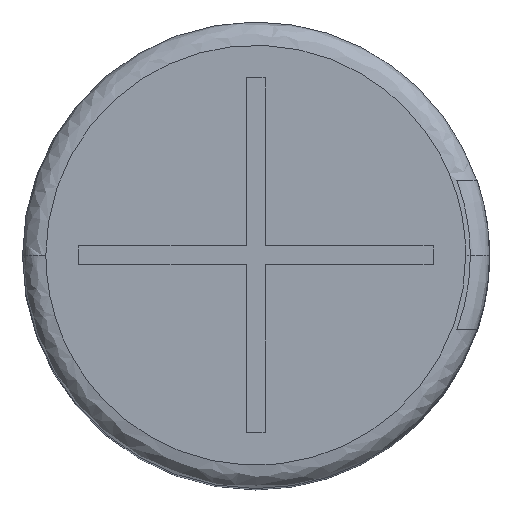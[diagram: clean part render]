
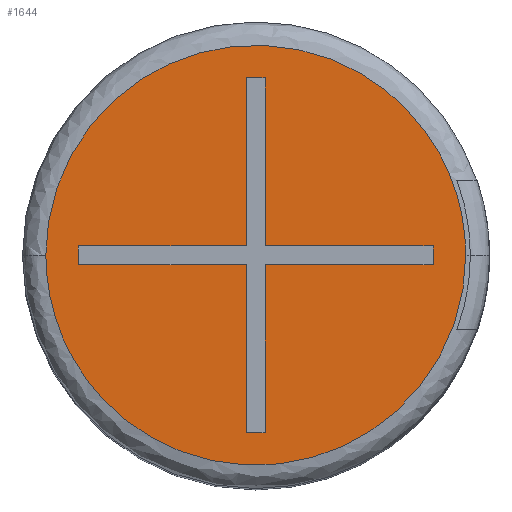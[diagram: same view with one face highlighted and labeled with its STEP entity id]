
A CAD part, top view. The second image highlights one B-rep face of the part: STEP entity #1644.
In plain terms, the highlighted planar face has unit normal (0, 0, 1).
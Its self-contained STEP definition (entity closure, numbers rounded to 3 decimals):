
#24 = LINE ( 'NONE', #3012, #1437 ) ;
#52 = VECTOR ( 'NONE', #954, 1000. ) ;
#216 = VERTEX_POINT ( 'NONE', #365 ) ;
#230 = CARTESIAN_POINT ( 'NONE',  ( -4.5, 9., 19. ) ) ;
#304 = ORIENTED_EDGE ( 'NONE', *, *, #2755, .F. ) ;
#365 = CARTESIAN_POINT ( 'NONE',  ( 0.2, -0.2, 19. ) ) ;
#378 = LINE ( 'NONE', #1124, #1693 ) ;
#406 = ORIENTED_EDGE ( 'NONE', *, *, #846, .F. ) ;
#411 = VECTOR ( 'NONE', #586, 1000. ) ;
#452 = EDGE_CURVE ( 'NONE', #787, #2028, #696, .T. ) ;
#473 = ORIENTED_EDGE ( 'NONE', *, *, #1958, .F. ) ;
#493 = CARTESIAN_POINT ( 'NONE',  ( 4.5, 9., 19. ) ) ;
#505 = DIRECTION ( 'NONE',  ( 0., -1., 0. ) ) ;
#525 = ORIENTED_EDGE ( 'NONE', *, *, #1731, .F. ) ;
#543 = CARTESIAN_POINT ( 'NONE',  ( -4.5, 0., 19. ) ) ;
#552 = DIRECTION ( 'NONE',  ( 0., 1., 0. ) ) ;
#570 = VERTEX_POINT ( 'NONE', #3606 ) ;
#586 = DIRECTION ( 'NONE',  ( 0., 1., 0. ) ) ;
#591 = CARTESIAN_POINT ( 'NONE',  ( -3.8, 0.2, 19. ) ) ;
#629 = LINE ( 'NONE', #2193, #928 ) ;
#658 = ORIENTED_EDGE ( 'NONE', *, *, #2351, .F. ) ;
#696 =( BOUNDED_CURVE ( )  B_SPLINE_CURVE ( 3, ( #2744, #2213, #3619, #543 ),
 .UNSPECIFIED., .F., .F. ) 
 B_SPLINE_CURVE_WITH_KNOTS ( ( 4, 4 ),
 ( 0., 0.5 ),
 .UNSPECIFIED. ) 
 CURVE ( )  GEOMETRIC_REPRESENTATION_ITEM ( )  RATIONAL_B_SPLINE_CURVE ( ( 1., 0.333, 0.333, 1. ) ) 
 REPRESENTATION_ITEM ( '' )  );
#725 = VERTEX_POINT ( 'NONE', #1716 ) ;
#770 = DIRECTION ( 'NONE',  ( 0., 1., 0. ) ) ;
#778 = LINE ( 'NONE', #3019, #2740 ) ;
#787 = VERTEX_POINT ( 'NONE', #1797 ) ;
#797 = CARTESIAN_POINT ( 'NONE',  ( -3.8, 0., 19. ) ) ;
#825 = DIRECTION ( 'NONE',  ( 1., 0., 0. ) ) ;
#846 = EDGE_CURVE ( 'NONE', #725, #1029, #24, .T. ) ;
#852 = DIRECTION ( 'NONE',  ( -1., 0., 0. ) ) ;
#867 = LINE ( 'NONE', #797, #1089 ) ;
#928 = VECTOR ( 'NONE', #552, 1000. ) ;
#954 = DIRECTION ( 'NONE',  ( 1., 0., 0. ) ) ;
#982 = CARTESIAN_POINT ( 'NONE',  ( 0., 3.8, 19. ) ) ;
#991 = VECTOR ( 'NONE', #852, 1000. ) ;
#992 = CARTESIAN_POINT ( 'NONE',  ( -0.2, 3.8, 19. ) ) ;
#1029 = VERTEX_POINT ( 'NONE', #591 ) ;
#1038 = ORIENTED_EDGE ( 'NONE', *, *, #1755, .F. ) ;
#1081 = DIRECTION ( 'NONE',  ( 0., -1., 0. ) ) ;
#1089 = VECTOR ( 'NONE', #1081, 1000. ) ;
#1124 = CARTESIAN_POINT ( 'NONE',  ( 0.2, 0., 19. ) ) ;
#1204 = VECTOR ( 'NONE', #2958, 1000. ) ;
#1239 = CARTESIAN_POINT ( 'NONE',  ( 3.8, -0.2, 19. ) ) ;
#1286 = VERTEX_POINT ( 'NONE', #1539 ) ;
#1334 = DIRECTION ( 'NONE',  ( 0., -1., 0. ) ) ;
#1341 = DIRECTION ( 'NONE',  ( -1., 0., 0. ) ) ;
#1343 = LINE ( 'NONE', #2671, #2540 ) ;
#1348 = ORIENTED_EDGE ( 'NONE', *, *, #3487, .F. ) ;
#1360 = CARTESIAN_POINT ( 'NONE',  ( -0.2, 0., 19. ) ) ;
#1386 = LINE ( 'NONE', #1973, #411 ) ;
#1416 = AXIS2_PLACEMENT_3D ( 'NONE', #2166, #2151, #770 ) ;
#1420 = VERTEX_POINT ( 'NONE', #1894 ) ;
#1437 = VECTOR ( 'NONE', #1341, 1000. ) ;
#1474 = EDGE_LOOP ( 'NONE', ( #658, #1038, #304, #525, #473, #2346, #406, #3329, #1868, #2131, #3373, #1348 ) ) ;
#1539 = CARTESIAN_POINT ( 'NONE',  ( 3.8, 0.2, 19. ) ) ;
#1558 =( BOUNDED_CURVE ( )  B_SPLINE_CURVE ( 3, ( #1637, #230, #493, #3323 ),
 .UNSPECIFIED., .F., .F. ) 
 B_SPLINE_CURVE_WITH_KNOTS ( ( 4, 4 ),
 ( 0.5, 1. ),
 .UNSPECIFIED. ) 
 CURVE ( )  GEOMETRIC_REPRESENTATION_ITEM ( )  RATIONAL_B_SPLINE_CURVE ( ( 1., 0.333, 0.333, 1. ) ) 
 REPRESENTATION_ITEM ( '' )  );
#1596 = PLANE ( 'NONE',  #1416 ) ;
#1616 = CARTESIAN_POINT ( 'NONE',  ( 0., -0.2, 19. ) ) ;
#1637 = CARTESIAN_POINT ( 'NONE',  ( -4.5, 0., 19. ) ) ;
#1638 = EDGE_CURVE ( 'NONE', #570, #2295, #3553, .T. ) ;
#1644 = ADVANCED_FACE ( 'NONE', ( #3502, #1948 ), #1596, .F. ) ;
#1680 = VECTOR ( 'NONE', #505, 1000. ) ;
#1681 = EDGE_CURVE ( 'NONE', #2028, #787, #1558, .T. ) ;
#1686 = VECTOR ( 'NONE', #825, 1000. ) ;
#1693 = VECTOR ( 'NONE', #3065, 1000. ) ;
#1716 = CARTESIAN_POINT ( 'NONE',  ( -0.2, 0.2, 19. ) ) ;
#1731 = EDGE_CURVE ( 'NONE', #2827, #2091, #778, .T. ) ;
#1748 = EDGE_CURVE ( 'NONE', #1029, #1420, #867, .T. ) ;
#1755 = EDGE_CURVE ( 'NONE', #2005, #216, #378, .T. ) ;
#1759 = LINE ( 'NONE', #2621, #1204 ) ;
#1797 = CARTESIAN_POINT ( 'NONE',  ( 4.5, 0., 19. ) ) ;
#1830 = DIRECTION ( 'NONE',  ( 1., 0., 0. ) ) ;
#1868 = ORIENTED_EDGE ( 'NONE', *, *, #1638, .F. ) ;
#1894 = CARTESIAN_POINT ( 'NONE',  ( -3.8, -0.2, 19. ) ) ;
#1948 = FACE_OUTER_BOUND ( 'NONE', #3650, .T. ) ;
#1958 = EDGE_CURVE ( 'NONE', #1420, #2827, #1343, .T. ) ;
#1973 = CARTESIAN_POINT ( 'NONE',  ( 0.2, 0., 19. ) ) ;
#2005 = VERTEX_POINT ( 'NONE', #3247 ) ;
#2028 = VERTEX_POINT ( 'NONE', #3017 ) ;
#2091 = VERTEX_POINT ( 'NONE', #2943 ) ;
#2131 = ORIENTED_EDGE ( 'NONE', *, *, #2532, .F. ) ;
#2151 = DIRECTION ( 'NONE',  ( 0., 0., -1. ) ) ;
#2166 = CARTESIAN_POINT ( 'NONE',  ( 0., 0., 19. ) ) ;
#2173 = ORIENTED_EDGE ( 'NONE', *, *, #1681, .F. ) ;
#2193 = CARTESIAN_POINT ( 'NONE',  ( 3.8, 0., 19. ) ) ;
#2213 = CARTESIAN_POINT ( 'NONE',  ( 4.5, -9., 19. ) ) ;
#2295 = VERTEX_POINT ( 'NONE', #992 ) ;
#2346 = ORIENTED_EDGE ( 'NONE', *, *, #1748, .F. ) ;
#2348 = CARTESIAN_POINT ( 'NONE',  ( 0., -3.8, 19. ) ) ;
#2351 = EDGE_CURVE ( 'NONE', #216, #3138, #2412, .T. ) ;
#2365 = LINE ( 'NONE', #2348, #52 ) ;
#2412 = LINE ( 'NONE', #1616, #1686 ) ;
#2422 = ORIENTED_EDGE ( 'NONE', *, *, #452, .F. ) ;
#2532 = EDGE_CURVE ( 'NONE', #2739, #570, #1386, .T. ) ;
#2540 = VECTOR ( 'NONE', #1830, 1000. ) ;
#2578 = LINE ( 'NONE', #1360, #1680 ) ;
#2615 = CARTESIAN_POINT ( 'NONE',  ( 0.2, 0.2, 19. ) ) ;
#2621 = CARTESIAN_POINT ( 'NONE',  ( 0., 0.2, 19. ) ) ;
#2671 = CARTESIAN_POINT ( 'NONE',  ( 0., -0.2, 19. ) ) ;
#2687 = CARTESIAN_POINT ( 'NONE',  ( -0.2, -0.2, 19. ) ) ;
#2739 = VERTEX_POINT ( 'NONE', #2615 ) ;
#2740 = VECTOR ( 'NONE', #1334, 1000. ) ;
#2744 = CARTESIAN_POINT ( 'NONE',  ( 4.5, 0., 19. ) ) ;
#2755 = EDGE_CURVE ( 'NONE', #2091, #2005, #2365, .T. ) ;
#2827 = VERTEX_POINT ( 'NONE', #2687 ) ;
#2927 = EDGE_CURVE ( 'NONE', #2295, #725, #2578, .T. ) ;
#2943 = CARTESIAN_POINT ( 'NONE',  ( -0.2, -3.8, 19. ) ) ;
#2958 = DIRECTION ( 'NONE',  ( -1., 0., 0. ) ) ;
#3012 = CARTESIAN_POINT ( 'NONE',  ( 0., 0.2, 19. ) ) ;
#3017 = CARTESIAN_POINT ( 'NONE',  ( -4.5, 0., 19. ) ) ;
#3019 = CARTESIAN_POINT ( 'NONE',  ( -0.2, 0., 19. ) ) ;
#3065 = DIRECTION ( 'NONE',  ( 0., 1., 0. ) ) ;
#3138 = VERTEX_POINT ( 'NONE', #1239 ) ;
#3247 = CARTESIAN_POINT ( 'NONE',  ( 0.2, -3.8, 19. ) ) ;
#3285 = EDGE_CURVE ( 'NONE', #1286, #2739, #1759, .T. ) ;
#3323 = CARTESIAN_POINT ( 'NONE',  ( 4.5, 0., 19. ) ) ;
#3329 = ORIENTED_EDGE ( 'NONE', *, *, #2927, .F. ) ;
#3373 = ORIENTED_EDGE ( 'NONE', *, *, #3285, .F. ) ;
#3487 = EDGE_CURVE ( 'NONE', #3138, #1286, #629, .T. ) ;
#3502 = FACE_BOUND ( 'NONE', #1474, .T. ) ;
#3553 = LINE ( 'NONE', #982, #991 ) ;
#3606 = CARTESIAN_POINT ( 'NONE',  ( 0.2, 3.8, 19. ) ) ;
#3619 = CARTESIAN_POINT ( 'NONE',  ( -4.5, -9., 19. ) ) ;
#3650 = EDGE_LOOP ( 'NONE', ( #2422, #2173 ) ) ;
